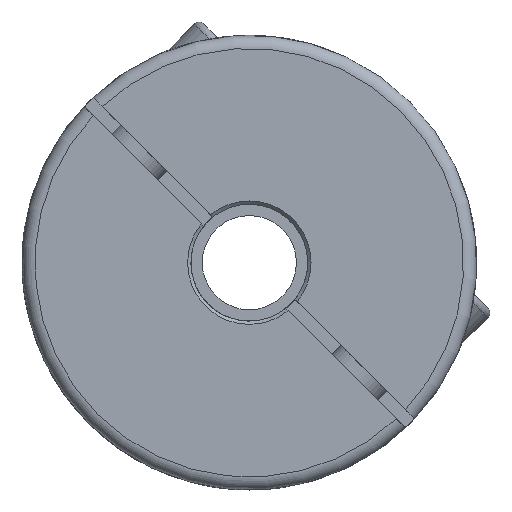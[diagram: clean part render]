
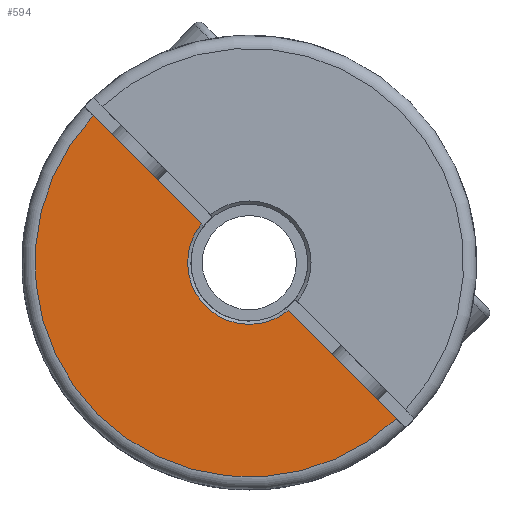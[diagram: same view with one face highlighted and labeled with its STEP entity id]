
A CAD part, left-side view. The second image highlights one B-rep face of the part: STEP entity #594.
In plain terms, the highlighted planar face has unit normal (-1, 0, 0).
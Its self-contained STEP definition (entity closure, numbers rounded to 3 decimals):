
#594 = ADVANCED_FACE( '', ( #1406 ), #1407, .T. );
#1406 = FACE_OUTER_BOUND( '', #2461, .T. );
#1407 = PLANE( '', #2462 );
#2461 = EDGE_LOOP( '', ( #4280, #4281, #4282, #4283 ) );
#2462 = AXIS2_PLACEMENT_3D( '', #4284, #4285, #4286 );
#4280 = ORIENTED_EDGE( '', *, *, #6449, .T. );
#4281 = ORIENTED_EDGE( '', *, *, #6506, .T. );
#4282 = ORIENTED_EDGE( '', *, *, #6507, .T. );
#4283 = ORIENTED_EDGE( '', *, *, #6508, .T. );
#4284 = CARTESIAN_POINT( '', ( -37., -5.303, 5.303 ) );
#4285 = DIRECTION( '', ( -1., 0., 0. ) );
#4286 = DIRECTION( '', ( 0., -0.707, 0.707 ) );
#6449 = EDGE_CURVE( '', #7905, #7903, #7906, .T. );
#6506 = EDGE_CURVE( '', #7903, #7983, #7984, .F. );
#6507 = EDGE_CURVE( '', #7983, #7985, #7986, .T. );
#6508 = EDGE_CURVE( '', #7985, #7905, #7987, .T. );
#7903 = VERTEX_POINT( '', #10692 );
#7905 = VERTEX_POINT( '', #10697 );
#7906 = LINE( '', #10698, #10699 );
#7983 = VERTEX_POINT( '', #10971 );
#7984 = CIRCLE( '', #10972, 9.5 );
#7985 = VERTEX_POINT( '', #10973 );
#7986 = LINE( '', #10974, #10975 );
#7987 = CIRCLE( '', #10976, 33. );
#10692 = CARTESIAN_POINT( '', ( -37., -5.973, -7.387 ) );
#10697 = CARTESIAN_POINT( '', ( -37., -22.617, -24.031 ) );
#10698 = CARTESIAN_POINT( '', ( -37., 0.707, -0.707 ) );
#10699 = VECTOR( '', #12626, 1000. );
#10971 = CARTESIAN_POINT( '', ( -37., 7.387, 5.973 ) );
#10972 = AXIS2_PLACEMENT_3D( '', #12684, #12685, #12686 );
#10973 = CARTESIAN_POINT( '', ( -37., 24.031, 22.617 ) );
#10974 = CARTESIAN_POINT( '', ( -37., 0.707, -0.707 ) );
#10975 = VECTOR( '', #12687, 1000. );
#10976 = AXIS2_PLACEMENT_3D( '', #12688, #12689, #12690 );
#12626 = DIRECTION( '', ( 0., 0.707, 0.707 ) );
#12684 = CARTESIAN_POINT( '', ( -37., 0., 0. ) );
#12685 = DIRECTION( '', ( -1., 0., 0. ) );
#12686 = DIRECTION( '', ( 0., -1., 0. ) );
#12687 = DIRECTION( '', ( 0., 0.707, 0.707 ) );
#12688 = CARTESIAN_POINT( '', ( -37., 0., 0. ) );
#12689 = DIRECTION( '', ( -1., 0., 0. ) );
#12690 = DIRECTION( '', ( 0., -0.707, 0.707 ) );
